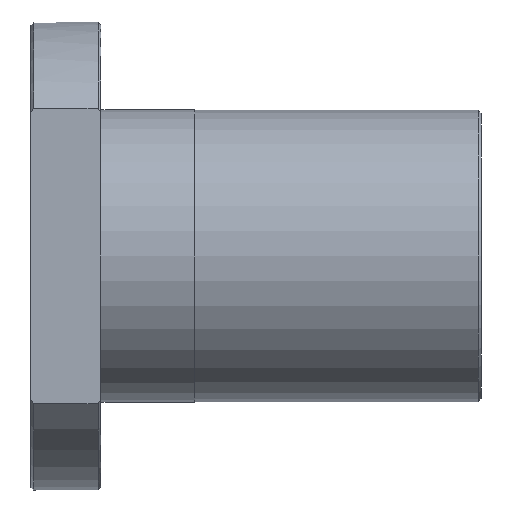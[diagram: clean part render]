
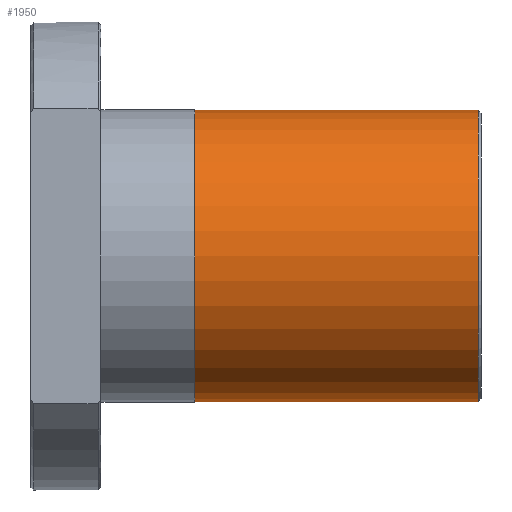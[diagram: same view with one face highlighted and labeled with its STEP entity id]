
A CAD part, front view. The second image highlights one B-rep face of the part: STEP entity #1950.
In plain terms, the highlighted cylindrical face has radius 24.9 mm (diameter 49.8 mm), a partial arc.
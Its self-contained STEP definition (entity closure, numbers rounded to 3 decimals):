
#18 = EDGE_CURVE ( 'NONE', #559, #1253, #528, .T. ) ;
#40 = CIRCLE ( 'NONE', #2945, 24.9 ) ;
#79 = DIRECTION ( 'NONE',  ( 1., 0., 0. ) ) ;
#229 = EDGE_CURVE ( 'NONE', #1253, #934, #972, .T. ) ;
#339 = AXIS2_PLACEMENT_3D ( 'NONE', #1685, #1013, #764 ) ;
#409 = CYLINDRICAL_SURFACE ( 'NONE', #339, 24.9 ) ;
#528 = LINE ( 'NONE', #1274, #2964 ) ;
#559 = VERTEX_POINT ( 'NONE', #648 ) ;
#603 = DIRECTION ( 'NONE',  ( 1., 0., 0. ) ) ;
#648 = CARTESIAN_POINT ( 'NONE',  ( 2239.5, 0., -24.9 ) ) ;
#764 = DIRECTION ( 'NONE',  ( 0., 0., -1. ) ) ;
#934 = VERTEX_POINT ( 'NONE', #2254 ) ;
#944 = CARTESIAN_POINT ( 'NONE',  ( 2288.002, 0., 0. ) ) ;
#972 = CIRCLE ( 'NONE', #1896, 24.9 ) ;
#989 = ORIENTED_EDGE ( 'NONE', *, *, #2883, .T. ) ;
#1013 = DIRECTION ( 'NONE',  ( 1., 0., 0. ) ) ;
#1068 = DIRECTION ( 'NONE',  ( 0., 0., -1. ) ) ;
#1119 = VECTOR ( 'NONE', #603, 1000. ) ;
#1253 = VERTEX_POINT ( 'NONE', #2721 ) ;
#1274 = CARTESIAN_POINT ( 'NONE',  ( 2263.751, 0., -24.9 ) ) ;
#1296 = DIRECTION ( 'NONE',  ( 1., 0., 0. ) ) ;
#1401 = VERTEX_POINT ( 'NONE', #2524 ) ;
#1431 = DIRECTION ( 'NONE',  ( -1., 0., 0. ) ) ;
#1681 = DIRECTION ( 'NONE',  ( 0., 0., -1. ) ) ;
#1685 = CARTESIAN_POINT ( 'NONE',  ( 2263.751, 0., 0. ) ) ;
#1700 = FACE_OUTER_BOUND ( 'NONE', #1918, .T. ) ;
#1747 = CARTESIAN_POINT ( 'NONE',  ( 2263.751, 0., 24.9 ) ) ;
#1896 = AXIS2_PLACEMENT_3D ( 'NONE', #944, #1431, #1681 ) ;
#1918 = EDGE_LOOP ( 'NONE', ( #2299, #989, #1926, #2554 ) ) ;
#1926 = ORIENTED_EDGE ( 'NONE', *, *, #18, .T. ) ;
#1950 = ADVANCED_FACE ( 'NONE', ( #1700 ), #409, .T. ) ;
#2221 = EDGE_CURVE ( 'NONE', #1401, #934, #2720, .T. ) ;
#2254 = CARTESIAN_POINT ( 'NONE',  ( 2288.002, 0., 24.9 ) ) ;
#2299 = ORIENTED_EDGE ( 'NONE', *, *, #2221, .F. ) ;
#2524 = CARTESIAN_POINT ( 'NONE',  ( 2239.5, 0., 24.9 ) ) ;
#2554 = ORIENTED_EDGE ( 'NONE', *, *, #229, .T. ) ;
#2624 = CARTESIAN_POINT ( 'NONE',  ( 2239.5, 0., 0. ) ) ;
#2720 = LINE ( 'NONE', #1747, #1119 ) ;
#2721 = CARTESIAN_POINT ( 'NONE',  ( 2288.002, 0., -24.9 ) ) ;
#2883 = EDGE_CURVE ( 'NONE', #1401, #559, #40, .T. ) ;
#2945 = AXIS2_PLACEMENT_3D ( 'NONE', #2624, #1296, #1068 ) ;
#2964 = VECTOR ( 'NONE', #79, 1000. ) ;
